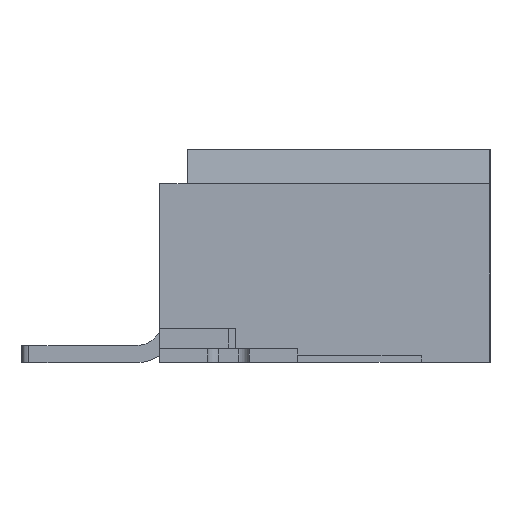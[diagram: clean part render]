
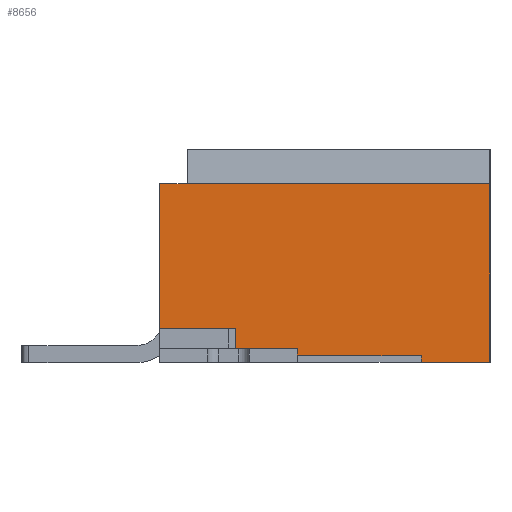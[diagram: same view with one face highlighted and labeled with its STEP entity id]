
A CAD part, left-side view. The second image highlights one B-rep face of the part: STEP entity #8656.
In plain terms, the highlighted planar face has unit normal (-1, 0, 0).
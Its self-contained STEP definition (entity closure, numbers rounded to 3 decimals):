
#1058=ORIENTED_EDGE('',*,*,#3407,.F.);
#1059=ORIENTED_EDGE('',*,*,#3408,.T.);
#1060=ORIENTED_EDGE('',*,*,#3409,.T.);
#1061=ORIENTED_EDGE('',*,*,#3410,.T.);
#1062=ORIENTED_EDGE('',*,*,#3411,.F.);
#1063=ORIENTED_EDGE('',*,*,#3412,.F.);
#1064=ORIENTED_EDGE('',*,*,#3413,.T.);
#1065=ORIENTED_EDGE('',*,*,#3414,.T.);
#1066=ORIENTED_EDGE('',*,*,#3415,.T.);
#3407=EDGE_CURVE('',#4556,#4557,#5500,.T.);
#3408=EDGE_CURVE('',#4556,#4558,#5501,.T.);
#3409=EDGE_CURVE('',#4558,#4559,#5502,.T.);
#3410=EDGE_CURVE('',#4559,#4560,#5503,.T.);
#3411=EDGE_CURVE('',#4561,#4560,#5504,.T.);
#3412=EDGE_CURVE('',#4562,#4561,#5505,.T.);
#3413=EDGE_CURVE('',#4562,#4189,#5506,.T.);
#3414=EDGE_CURVE('',#4189,#4563,#5507,.T.);
#3415=EDGE_CURVE('',#4563,#4557,#5508,.T.);
#4189=VERTEX_POINT('',#12089);
#4556=VERTEX_POINT('',#13056);
#4557=VERTEX_POINT('',#13057);
#4558=VERTEX_POINT('',#13059);
#4559=VERTEX_POINT('',#13061);
#4560=VERTEX_POINT('',#13063);
#4561=VERTEX_POINT('',#13065);
#4562=VERTEX_POINT('',#13067);
#4563=VERTEX_POINT('',#13070);
#5500=LINE('',#13055,#6698);
#5501=LINE('',#13058,#6699);
#5502=LINE('',#13060,#6700);
#5503=LINE('',#13062,#6701);
#5504=LINE('',#13064,#6702);
#5505=LINE('',#13066,#6703);
#5506=LINE('',#13068,#6704);
#5507=LINE('',#13069,#6705);
#5508=LINE('',#13071,#6706);
#6698=VECTOR('',#10429,1000.);
#6699=VECTOR('',#10430,1000.);
#6700=VECTOR('',#10431,1000.);
#6701=VECTOR('',#10432,1000.);
#6702=VECTOR('',#10433,1000.);
#6703=VECTOR('',#10434,1000.);
#6704=VECTOR('',#10435,1000.);
#6705=VECTOR('',#10436,1000.);
#6706=VECTOR('',#10437,1000.);
#7399=EDGE_LOOP('',(#1058,#1059,#1060,#1061,#1062,#1063,#1064,#1065,#1066));
#7832=FACE_BOUND('',#7399,.T.);
#8252=PLANE('',#9165);
#8656=ADVANCED_FACE('',(#7832),#8252,.F.);
#9165=AXIS2_PLACEMENT_3D('',#13054,#10427,#10428);
#10427=DIRECTION('',(1.,0.,0.));
#10428=DIRECTION('',(0.,0.,-1.));
#10429=DIRECTION('',(0.,1.,0.));
#10430=DIRECTION('',(0.,0.,-1.));
#10431=DIRECTION('',(0.,-1.,0.));
#10432=DIRECTION('',(0.,0.,-1.));
#10433=DIRECTION('',(0.,1.,0.));
#10434=DIRECTION('',(0.,0.,-1.));
#10435=DIRECTION('',(0.,1.,0.));
#10436=DIRECTION('',(0.,1.,0.));
#10437=DIRECTION('',(0.,0.,-1.));
#12089=CARTESIAN_POINT('',(-7.9,2.,1.05));
#13054=CARTESIAN_POINT('',(-7.9,-2.4,1.05));
#13055=CARTESIAN_POINT('',(-7.9,1.3,-1.05));
#13056=CARTESIAN_POINT('',(-7.9,1.3,-1.05));
#13057=CARTESIAN_POINT('',(-7.9,2.4,-1.05));
#13058=CARTESIAN_POINT('',(-7.9,1.3,-1.05));
#13059=CARTESIAN_POINT('',(-7.9,1.3,-1.45));
#13060=CARTESIAN_POINT('',(-7.9,2.4,-1.45));
#13061=CARTESIAN_POINT('',(-7.9,-1.4,-1.45));
#13062=CARTESIAN_POINT('',(-7.9,-1.4,-1.45));
#13063=CARTESIAN_POINT('',(-7.9,-1.4,-1.55));
#13064=CARTESIAN_POINT('',(-7.9,-2.4,-1.55));
#13065=CARTESIAN_POINT('',(-7.9,-2.4,-1.55));
#13066=CARTESIAN_POINT('',(-7.9,-2.4,1.05));
#13067=CARTESIAN_POINT('',(-7.9,-2.4,1.05));
#13068=CARTESIAN_POINT('',(-7.9,-2.4,1.05));
#13069=CARTESIAN_POINT('',(-7.9,2.,1.05));
#13070=CARTESIAN_POINT('',(-7.9,2.4,1.05));
#13071=CARTESIAN_POINT('',(-7.9,2.4,1.05));
